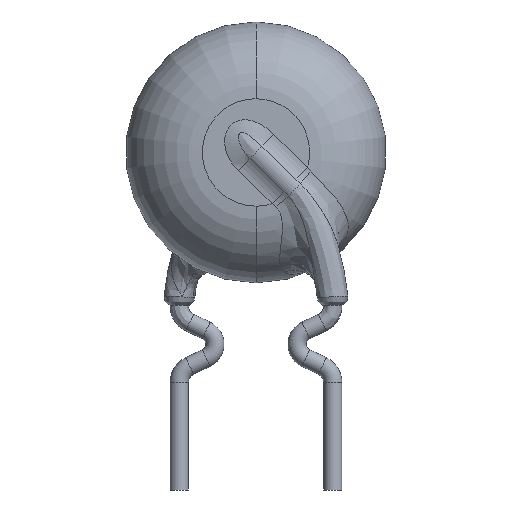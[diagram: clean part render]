
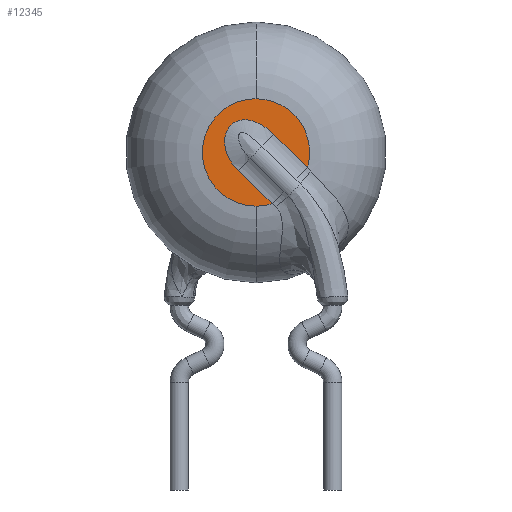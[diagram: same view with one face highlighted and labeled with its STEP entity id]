
A CAD part, front view. The second image highlights one B-rep face of the part: STEP entity #12345.
In plain terms, the highlighted planar face has unit normal (0, -1, 0).
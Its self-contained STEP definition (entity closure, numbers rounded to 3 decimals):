
#826 = ORIENTED_EDGE ( 'NONE', *, *, #2391, .T. ) ;
#960 = CARTESIAN_POINT ( 'NONE',  ( 0.579, -2.5, 5.594 ) ) ;
#1108 = FACE_OUTER_BOUND ( 'NONE', #2789, .T. ) ;
#1336 = ORIENTED_EDGE ( 'NONE', *, *, #13645, .F. ) ;
#1372 = CARTESIAN_POINT ( 'NONE',  ( 1.682, -2.5, 4.519 ) ) ;
#1845 = CARTESIAN_POINT ( 'NONE',  ( -0.992, -2.5, 5.628 ) ) ;
#1931 = CARTESIAN_POINT ( 'NONE',  ( 0.579, -2.5, 5.594 ) ) ;
#2157 = VERTEX_POINT ( 'NONE', #7767 ) ;
#2391 = EDGE_CURVE ( 'NONE', #4519, #7337, #2564, .T. ) ;
#2564 = LINE ( 'NONE', #18910, #9671 ) ;
#2786 = CIRCLE ( 'NONE', #6174, 1.75 ) ;
#2789 = EDGE_LOOP ( 'NONE', ( #5956, #826, #1336, #18041, #12730, #11950 ) ) ;
#3258 = CARTESIAN_POINT ( 'NONE',  ( -0.9, -2.5, 4.836 ) ) ;
#3356 = CARTESIAN_POINT ( 'NONE',  ( 0.15, -2.5, 5.923 ) ) ;
#3417 = VERTEX_POINT ( 'NONE', #12378 ) ;
#3448 = CARTESIAN_POINT ( 'NONE',  ( -0.579, -2.5, 4.406 ) ) ;
#3871 = DIRECTION ( 'NONE',  ( 0., 1., 0. ) ) ;
#4446 = DIRECTION ( 'NONE',  ( 0., 0., 1. ) ) ;
#4519 = VERTEX_POINT ( 'NONE', #960 ) ;
#4559 = CIRCLE ( 'NONE', #6377, 1.75 ) ;
#4619 = CARTESIAN_POINT ( 'NONE',  ( -0.939, -2.5, 5.758 ) ) ;
#4656 = AXIS2_PLACEMENT_3D ( 'NONE', #17020, #3871, #15556 ) ;
#4781 = EDGE_CURVE ( 'NONE', #3417, #18815, #8140, .T. ) ;
#4810 = CARTESIAN_POINT ( 'NONE',  ( -0.165, -2.5, 6.043 ) ) ;
#5922 = VECTOR ( 'NONE', #16653, 1000. ) ;
#5956 = ORIENTED_EDGE ( 'NONE', *, *, #8752, .T. ) ;
#6174 = AXIS2_PLACEMENT_3D ( 'NONE', #16495, #9310, #18161 ) ;
#6377 = AXIS2_PLACEMENT_3D ( 'NONE', #11617, #18867, #4446 ) ;
#6474 = CARTESIAN_POINT ( 'NONE',  ( -0.579, -2.5, 4.406 ) ) ;
#7337 = VERTEX_POINT ( 'NONE', #1372 ) ;
#7680 = CARTESIAN_POINT ( 'NONE',  ( -0.761, -2.5, 5.96 ) ) ;
#7767 = CARTESIAN_POINT ( 'NONE',  ( -0.579, -2.5, 4.406 ) ) ;
#7833 = AXIS2_PLACEMENT_3D ( 'NONE', #8208, #13663, #13750 ) ;
#8140 = CIRCLE ( 'NONE', #7833, 1.75 ) ;
#8208 = CARTESIAN_POINT ( 'NONE',  ( 0., -2.5, 5. ) ) ;
#8429 = DIRECTION ( 'NONE',  ( 0.716, 0., -0.698 ) ) ;
#8678 = CARTESIAN_POINT ( 'NONE',  ( 0., -2.5, 3.25 ) ) ;
#8752 = EDGE_CURVE ( 'NONE', #2157, #4519, #9465, .T. ) ;
#9128 = CARTESIAN_POINT ( 'NONE',  ( -0.955, -2.5, 4.961 ) ) ;
#9197 = VERTEX_POINT ( 'NONE', #9527 ) ;
#9216 = CARTESIAN_POINT ( 'NONE',  ( 0.376, -2.5, 5.775 ) ) ;
#9310 = DIRECTION ( 'NONE',  ( 0., 1., 0. ) ) ;
#9465 = B_SPLINE_CURVE_WITH_KNOTS ( 'NONE', 3,
 ( #3448, #17891, #17777, #3258, #9128, #13523, #14957, #1845, #4619, #7680, #10486, #16310, #12167, #12071, #4810, #16500, #3356, #9216, #15060, #1931 ),
 .UNSPECIFIED., .F., .F.,
 ( 4, 2, 2, 2, 2, 2, 2, 2, 2, 4 ),
 ( 0., 0., 0.001, 0.001, 0.002, 0.002, 0.002, 0.002, 0.003, 0.003 ),
 .UNSPECIFIED. ) ;
#9527 = CARTESIAN_POINT ( 'NONE',  ( 0., -2.5, 6.75 ) ) ;
#9671 = VECTOR ( 'NONE', #8429, 1000. ) ;
#10486 = CARTESIAN_POINT ( 'NONE',  ( -0.635, -2.5, 6.03 ) ) ;
#11067 = EDGE_CURVE ( 'NONE', #3417, #2157, #12133, .T. ) ;
#11617 = CARTESIAN_POINT ( 'NONE',  ( 0., -2.5, 5. ) ) ;
#11950 = ORIENTED_EDGE ( 'NONE', *, *, #11067, .T. ) ;
#12071 = CARTESIAN_POINT ( 'NONE',  ( -0.232, -2.5, 6.057 ) ) ;
#12133 = LINE ( 'NONE', #6474, #5922 ) ;
#12167 = CARTESIAN_POINT ( 'NONE',  ( -0.366, -2.5, 6.069 ) ) ;
#12345 = ADVANCED_FACE ( 'NONE', ( #1108 ), #16933, .F. ) ;
#12378 = CARTESIAN_POINT ( 'NONE',  ( 0.525, -2.5, 3.331 ) ) ;
#12730 = ORIENTED_EDGE ( 'NONE', *, *, #4781, .F. ) ;
#13523 = CARTESIAN_POINT ( 'NONE',  ( -1.021, -2.5, 5.222 ) ) ;
#13645 = EDGE_CURVE ( 'NONE', #9197, #7337, #2786, .T. ) ;
#13663 = DIRECTION ( 'NONE',  ( 0., 1., 0. ) ) ;
#13750 = DIRECTION ( 'NONE',  ( 0., 0., 1. ) ) ;
#14957 = CARTESIAN_POINT ( 'NONE',  ( -1.033, -2.5, 5.359 ) ) ;
#15060 = CARTESIAN_POINT ( 'NONE',  ( 0.481, -2.5, 5.689 ) ) ;
#15556 = DIRECTION ( 'NONE',  ( 0., 0., 1. ) ) ;
#15657 = EDGE_CURVE ( 'NONE', #18815, #9197, #4559, .T. ) ;
#16310 = CARTESIAN_POINT ( 'NONE',  ( -0.435, -2.5, 6.066 ) ) ;
#16495 = CARTESIAN_POINT ( 'NONE',  ( 0., -2.5, 5. ) ) ;
#16500 = CARTESIAN_POINT ( 'NONE',  ( 0.03, -2.5, 5.984 ) ) ;
#16653 = DIRECTION ( 'NONE',  ( -0.716, 0., 0.698 ) ) ;
#16933 = PLANE ( 'NONE',  #4656 ) ;
#17020 = CARTESIAN_POINT ( 'NONE',  ( 0., -2.5, 5. ) ) ;
#17777 = CARTESIAN_POINT ( 'NONE',  ( -0.76, -2.5, 4.605 ) ) ;
#17891 = CARTESIAN_POINT ( 'NONE',  ( -0.676, -2.5, 4.501 ) ) ;
#18041 = ORIENTED_EDGE ( 'NONE', *, *, #15657, .F. ) ;
#18161 = DIRECTION ( 'NONE',  ( 0., 0., 1. ) ) ;
#18815 = VERTEX_POINT ( 'NONE', #8678 ) ;
#18867 = DIRECTION ( 'NONE',  ( 0., 1., 0. ) ) ;
#18910 = CARTESIAN_POINT ( 'NONE',  ( 0.579, -2.5, 5.594 ) ) ;
